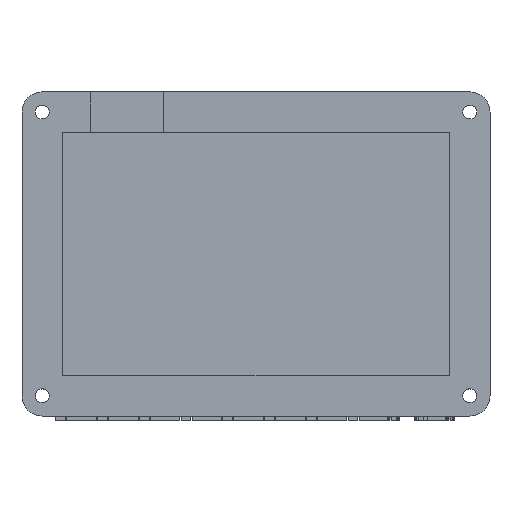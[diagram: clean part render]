
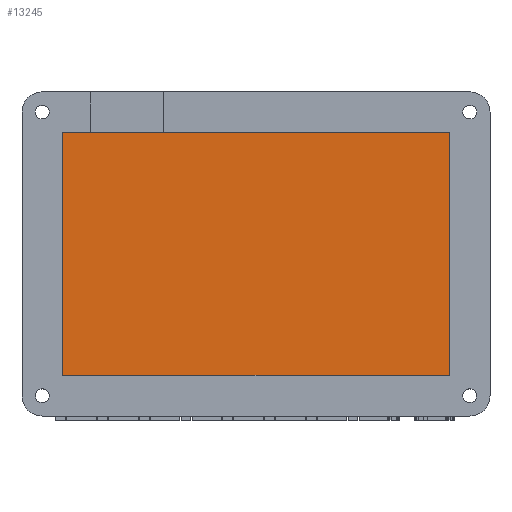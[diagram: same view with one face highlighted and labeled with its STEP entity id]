
A CAD part, top view. The second image highlights one B-rep face of the part: STEP entity #13245.
In plain terms, the highlighted planar face has unit normal (0, 0, 1).
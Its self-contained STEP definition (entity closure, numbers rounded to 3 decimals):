
#1305=PLANE('',#14019);
#2105=FACE_OUTER_BOUND('',#2931,.T.);
#2931=EDGE_LOOP('',(#9785,#9786,#9787,#9788));
#3879=LINE('',#19709,#4683);
#3880=LINE('',#19711,#4684);
#3881=LINE('',#19713,#4685);
#3882=LINE('',#19714,#4686);
#4683=VECTOR('',#15078,10.);
#4684=VECTOR('',#15079,10.);
#4685=VECTOR('',#15080,10.);
#4686=VECTOR('',#15081,10.);
#5771=VERTEX_POINT('',#19707);
#5772=VERTEX_POINT('',#19708);
#5773=VERTEX_POINT('',#19710);
#5774=VERTEX_POINT('',#19712);
#7281=EDGE_CURVE('',#5771,#5772,#3879,.T.);
#7282=EDGE_CURVE('',#5773,#5771,#3880,.T.);
#7283=EDGE_CURVE('',#5774,#5773,#3881,.T.);
#7284=EDGE_CURVE('',#5772,#5774,#3882,.T.);
#9785=ORIENTED_EDGE('',*,*,#7281,.F.);
#9786=ORIENTED_EDGE('',*,*,#7282,.F.);
#9787=ORIENTED_EDGE('',*,*,#7283,.F.);
#9788=ORIENTED_EDGE('',*,*,#7284,.F.);
#13245=ADVANCED_FACE('',(#2105),#1305,.T.);
#14019=AXIS2_PLACEMENT_3D('',#19706,#15076,#15077);
#15076=DIRECTION('center_axis',(0.,0.,1.));
#15077=DIRECTION('ref_axis',(-1.,0.,0.));
#15078=DIRECTION('',(1.,0.,0.));
#15079=DIRECTION('',(0.,1.,0.));
#15080=DIRECTION('',(-1.,0.,0.));
#15081=DIRECTION('',(0.,-1.,0.));
#19706=CARTESIAN_POINT('Origin',(22.733,0.,
3.));
#19707=CARTESIAN_POINT('',(-25.017,30.,3.));
#19708=CARTESIAN_POINT('',(70.483,30.,3.));
#19709=CARTESIAN_POINT('',(-1.142,30.,3.));
#19710=CARTESIAN_POINT('',(-25.017,-30.,3.));
#19711=CARTESIAN_POINT('',(-25.017,-15.,3.));
#19712=CARTESIAN_POINT('',(70.483,-30.,3.));
#19713=CARTESIAN_POINT('',(46.608,-30.,3.));
#19714=CARTESIAN_POINT('',(70.483,15.,3.));
